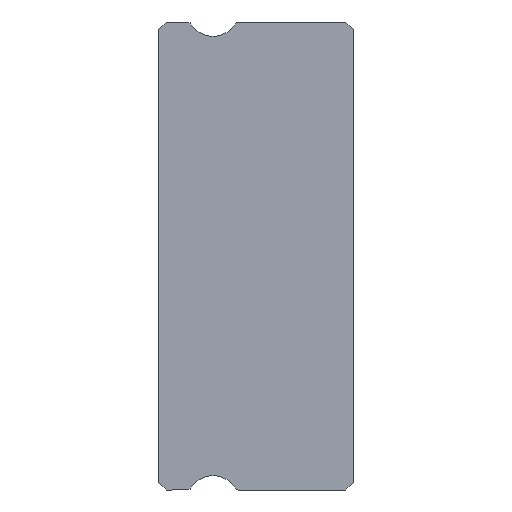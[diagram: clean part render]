
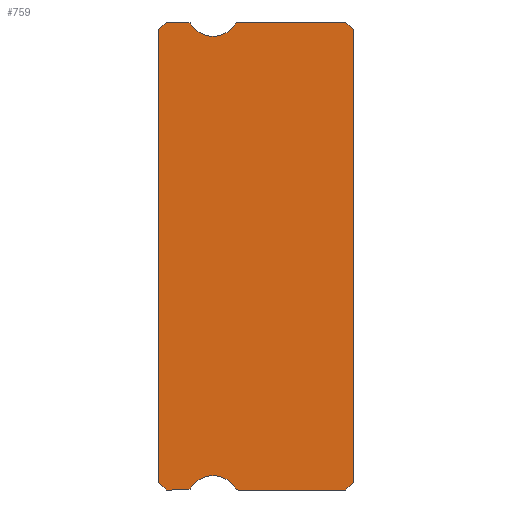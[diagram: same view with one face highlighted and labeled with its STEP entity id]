
A CAD part, left-side view. The second image highlights one B-rep face of the part: STEP entity #759.
In plain terms, the highlighted planar face has unit normal (-1, 0, 0).
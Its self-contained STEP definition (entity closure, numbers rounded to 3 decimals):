
#4 = CIRCLE ( 'NONE', #1348, 0.15 ) ;
#16 = CARTESIAN_POINT ( 'NONE',  ( -5., 6.381, -8.85 ) ) ;
#21 = VERTEX_POINT ( 'NONE', #106 ) ;
#106 = CARTESIAN_POINT ( 'NONE',  ( -5., 4.419, -9. ) ) ;
#148 = EDGE_CURVE ( 'NONE', #651, #2474, #1621, .T. ) ;
#156 = CARTESIAN_POINT ( 'NONE',  ( -5., 0.3, 9. ) ) ;
#185 = CARTESIAN_POINT ( 'NONE',  ( -5., 4.419, 9. ) ) ;
#200 = CARTESIAN_POINT ( 'NONE',  ( -5., 7.2, -9. ) ) ;
#202 = EDGE_CURVE ( 'NONE', #1180, #442, #1187, .T. ) ;
#240 = VERTEX_POINT ( 'NONE', #1981 ) ;
#243 = DIRECTION ( 'NONE',  ( 0., 0., -1. ) ) ;
#262 = AXIS2_PLACEMENT_3D ( 'NONE', #745, #290, #1137 ) ;
#272 = LINE ( 'NONE', #1946, #549 ) ;
#281 = LINE ( 'NONE', #2348, #1276 ) ;
#289 = DIRECTION ( 'NONE',  ( 0., -0.707, -0.707 ) ) ;
#290 = DIRECTION ( 'NONE',  ( 1., 0., 0. ) ) ;
#300 = ORIENTED_EDGE ( 'NONE', *, *, #2216, .T. ) ;
#354 = EDGE_CURVE ( 'NONE', #1880, #2138, #1045, .T. ) ;
#442 = VERTEX_POINT ( 'NONE', #1541 ) ;
#448 = DIRECTION ( 'NONE',  ( -1., 0., 0. ) ) ;
#454 = EDGE_CURVE ( 'NONE', #2238, #1528, #2150, .T. ) ;
#474 = CARTESIAN_POINT ( 'NONE',  ( -5., 4.547, 8.928 ) ) ;
#482 = ORIENTED_EDGE ( 'NONE', *, *, #1310, .F. ) ;
#498 = AXIS2_PLACEMENT_3D ( 'NONE', #16, #2480, #2086 ) ;
#513 = ORIENTED_EDGE ( 'NONE', *, *, #2457, .F. ) ;
#518 = EDGE_CURVE ( 'NONE', #1880, #651, #1442, .T. ) ;
#529 = ORIENTED_EDGE ( 'NONE', *, *, #1434, .F. ) ;
#539 = CIRCLE ( 'NONE', #498, 0.15 ) ;
#542 = CARTESIAN_POINT ( 'NONE',  ( -5., 6.381, -9. ) ) ;
#543 = CARTESIAN_POINT ( 'NONE',  ( -5., 4.419, -8.85 ) ) ;
#549 = VECTOR ( 'NONE', #1117, 1000. ) ;
#614 = ORIENTED_EDGE ( 'NONE', *, *, #454, .T. ) ;
#646 = CIRCLE ( 'NONE', #2161, 1. ) ;
#651 = VERTEX_POINT ( 'NONE', #867 ) ;
#700 = DIRECTION ( 'NONE',  ( 0., -1., 0. ) ) ;
#718 = FACE_OUTER_BOUND ( 'NONE', #845, .T. ) ;
#731 = EDGE_CURVE ( 'NONE', #1446, #1217, #4, .T. ) ;
#745 = CARTESIAN_POINT ( 'NONE',  ( -5., 6.381, 8.85 ) ) ;
#748 = CARTESIAN_POINT ( 'NONE',  ( -5., 5.4, 9.45 ) ) ;
#754 = ORIENTED_EDGE ( 'NONE', *, *, #731, .F. ) ;
#755 = CARTESIAN_POINT ( 'NONE',  ( -5., 0.3, 9. ) ) ;
#758 = DIRECTION ( 'NONE',  ( 0., 0., -1. ) ) ;
#759 = ADVANCED_FACE ( 'NONE', ( #718 ), #1774, .F. ) ;
#799 = CARTESIAN_POINT ( 'NONE',  ( -5., 6.381, 8.85 ) ) ;
#803 = VECTOR ( 'NONE', #2639, 1000. ) ;
#845 = EDGE_LOOP ( 'NONE', ( #529, #614, #300, #482, #1358, #513, #1957, #1407, #2188, #1788, #994, #754, #2072, #2096, #2598, #1190, #1314 ) ) ;
#863 = CIRCLE ( 'NONE', #2288, 0.15 ) ;
#867 = CARTESIAN_POINT ( 'NONE',  ( -5., 6.253, 8.928 ) ) ;
#884 = CARTESIAN_POINT ( 'NONE',  ( -5., 4.547, -8.928 ) ) ;
#892 = CARTESIAN_POINT ( 'NONE',  ( -5., 7.2, 9. ) ) ;
#934 = CARTESIAN_POINT ( 'NONE',  ( -5., 5.4, 9.45 ) ) ;
#946 = DIRECTION ( 'NONE',  ( 0., -1., 0. ) ) ;
#958 = CARTESIAN_POINT ( 'NONE',  ( -5., 6.381, 9. ) ) ;
#961 = CARTESIAN_POINT ( 'NONE',  ( -5., 7.5, -8.7 ) ) ;
#967 = VERTEX_POINT ( 'NONE', #1200 ) ;
#994 = ORIENTED_EDGE ( 'NONE', *, *, #2420, .F. ) ;
#1045 = LINE ( 'NONE', #892, #1625 ) ;
#1073 = VERTEX_POINT ( 'NONE', #2174 ) ;
#1117 = DIRECTION ( 'NONE',  ( 0., 1., 0. ) ) ;
#1137 = DIRECTION ( 'NONE',  ( 0., 0., -1. ) ) ;
#1180 = VERTEX_POINT ( 'NONE', #755 ) ;
#1183 = CARTESIAN_POINT ( 'NONE',  ( -5., 6.381, -9. ) ) ;
#1187 = LINE ( 'NONE', #156, #803 ) ;
#1190 = ORIENTED_EDGE ( 'NONE', *, *, #354, .T. ) ;
#1200 = CARTESIAN_POINT ( 'NONE',  ( -5., 0.3, -9. ) ) ;
#1217 = VERTEX_POINT ( 'NONE', #185 ) ;
#1243 = DIRECTION ( 'NONE',  ( 0., 0., -1. ) ) ;
#1276 = VECTOR ( 'NONE', #2311, 1000. ) ;
#1310 = EDGE_CURVE ( 'NONE', #240, #2516, #539, .T. ) ;
#1314 = ORIENTED_EDGE ( 'NONE', *, *, #2195, .T. ) ;
#1318 = CARTESIAN_POINT ( 'NONE',  ( -5., 7.2, -9. ) ) ;
#1322 = DIRECTION ( 'NONE',  ( 1., 0., 0. ) ) ;
#1348 = AXIS2_PLACEMENT_3D ( 'NONE', #2083, #1322, #1938 ) ;
#1358 = ORIENTED_EDGE ( 'NONE', *, *, #2044, .F. ) ;
#1361 = VECTOR ( 'NONE', #2269, 1000. ) ;
#1370 = CARTESIAN_POINT ( 'NONE',  ( -5., 0., -8.7 ) ) ;
#1386 = LINE ( 'NONE', #1987, #1731 ) ;
#1407 = ORIENTED_EDGE ( 'NONE', *, *, #1580, .F. ) ;
#1410 = DIRECTION ( 'NONE',  ( 1., 0., 0. ) ) ;
#1433 = LINE ( 'NONE', #1827, #1361 ) ;
#1434 = EDGE_CURVE ( 'NONE', #2238, #1073, #2346, .T. ) ;
#1441 = VERTEX_POINT ( 'NONE', #884 ) ;
#1442 = CIRCLE ( 'NONE', #2001, 0.15 ) ;
#1446 = VERTEX_POINT ( 'NONE', #474 ) ;
#1513 = DIRECTION ( 'NONE',  ( 0., 1., 0. ) ) ;
#1528 = VERTEX_POINT ( 'NONE', #200 ) ;
#1541 = CARTESIAN_POINT ( 'NONE',  ( -5., 0., 8.7 ) ) ;
#1563 = DIRECTION ( 'NONE',  ( 0., 0., 1. ) ) ;
#1580 = EDGE_CURVE ( 'NONE', #1951, #967, #1433, .T. ) ;
#1581 = AXIS2_PLACEMENT_3D ( 'NONE', #748, #1583, #2610 ) ;
#1583 = DIRECTION ( 'NONE',  ( -1., 0., 0. ) ) ;
#1602 = LINE ( 'NONE', #542, #2545 ) ;
#1603 = AXIS2_PLACEMENT_3D ( 'NONE', #2522, #448, #243 ) ;
#1621 = CIRCLE ( 'NONE', #1581, 1. ) ;
#1625 = VECTOR ( 'NONE', #1513, 1000. ) ;
#1647 = VECTOR ( 'NONE', #700, 1000. ) ;
#1731 = VECTOR ( 'NONE', #2164, 1000. ) ;
#1740 = EDGE_CURVE ( 'NONE', #1951, #442, #281, .T. ) ;
#1760 = DIRECTION ( 'NONE',  ( -1., 0., 0. ) ) ;
#1761 = VECTOR ( 'NONE', #1563, 1000. ) ;
#1774 = PLANE ( 'NONE',  #262 ) ;
#1788 = ORIENTED_EDGE ( 'NONE', *, *, #202, .F. ) ;
#1827 = CARTESIAN_POINT ( 'NONE',  ( -5., 0., -8.7 ) ) ;
#1870 = VECTOR ( 'NONE', #289, 1000. ) ;
#1880 = VERTEX_POINT ( 'NONE', #958 ) ;
#1921 = LINE ( 'NONE', #2314, #1647 ) ;
#1938 = DIRECTION ( 'NONE',  ( 0., 0., -1. ) ) ;
#1946 = CARTESIAN_POINT ( 'NONE',  ( -5., 6.381, -9. ) ) ;
#1951 = VERTEX_POINT ( 'NONE', #1370 ) ;
#1957 = ORIENTED_EDGE ( 'NONE', *, *, #2058, .F. ) ;
#1959 = CARTESIAN_POINT ( 'NONE',  ( -5., 7.2, 9. ) ) ;
#1981 = CARTESIAN_POINT ( 'NONE',  ( -5., 6.253, -8.928 ) ) ;
#1987 = CARTESIAN_POINT ( 'NONE',  ( -5., 7.5, 8.7 ) ) ;
#2001 = AXIS2_PLACEMENT_3D ( 'NONE', #799, #1410, #1243 ) ;
#2044 = EDGE_CURVE ( 'NONE', #1441, #240, #2455, .T. ) ;
#2058 = EDGE_CURVE ( 'NONE', #967, #21, #272, .T. ) ;
#2072 = ORIENTED_EDGE ( 'NONE', *, *, #2556, .F. ) ;
#2083 = CARTESIAN_POINT ( 'NONE',  ( -5., 4.419, 8.85 ) ) ;
#2086 = DIRECTION ( 'NONE',  ( 0., 0., -1. ) ) ;
#2096 = ORIENTED_EDGE ( 'NONE', *, *, #148, .F. ) ;
#2138 = VERTEX_POINT ( 'NONE', #1959 ) ;
#2150 = LINE ( 'NONE', #1318, #1870 ) ;
#2161 = AXIS2_PLACEMENT_3D ( 'NONE', #934, #1760, #2583 ) ;
#2164 = DIRECTION ( 'NONE',  ( 0., 0.707, -0.707 ) ) ;
#2174 = CARTESIAN_POINT ( 'NONE',  ( -5., 7.5, 8.7 ) ) ;
#2186 = CARTESIAN_POINT ( 'NONE',  ( -5., 5.4, 8.45 ) ) ;
#2188 = ORIENTED_EDGE ( 'NONE', *, *, #1740, .T. ) ;
#2195 = EDGE_CURVE ( 'NONE', #2138, #1073, #1386, .T. ) ;
#2216 = EDGE_CURVE ( 'NONE', #1528, #2516, #1602, .T. ) ;
#2238 = VERTEX_POINT ( 'NONE', #961 ) ;
#2269 = DIRECTION ( 'NONE',  ( 0., 0.707, -0.707 ) ) ;
#2288 = AXIS2_PLACEMENT_3D ( 'NONE', #543, #2618, #758 ) ;
#2311 = DIRECTION ( 'NONE',  ( 0., 0., 1. ) ) ;
#2314 = CARTESIAN_POINT ( 'NONE',  ( -5., 6.381, 9. ) ) ;
#2334 = CARTESIAN_POINT ( 'NONE',  ( -5., 7.5, 8.85 ) ) ;
#2346 = LINE ( 'NONE', #2334, #1761 ) ;
#2348 = CARTESIAN_POINT ( 'NONE',  ( -5., 0., 8.7 ) ) ;
#2420 = EDGE_CURVE ( 'NONE', #1217, #1180, #1921, .T. ) ;
#2455 = CIRCLE ( 'NONE', #1603, 1. ) ;
#2457 = EDGE_CURVE ( 'NONE', #21, #1441, #863, .T. ) ;
#2474 = VERTEX_POINT ( 'NONE', #2186 ) ;
#2480 = DIRECTION ( 'NONE',  ( 1., 0., 0. ) ) ;
#2516 = VERTEX_POINT ( 'NONE', #1183 ) ;
#2522 = CARTESIAN_POINT ( 'NONE',  ( -5., 5.4, -9.45 ) ) ;
#2545 = VECTOR ( 'NONE', #946, 1000. ) ;
#2556 = EDGE_CURVE ( 'NONE', #2474, #1446, #646, .T. ) ;
#2583 = DIRECTION ( 'NONE',  ( 0., 0., -1. ) ) ;
#2598 = ORIENTED_EDGE ( 'NONE', *, *, #518, .F. ) ;
#2610 = DIRECTION ( 'NONE',  ( 0., 0., -1. ) ) ;
#2618 = DIRECTION ( 'NONE',  ( 1., 0., 0. ) ) ;
#2639 = DIRECTION ( 'NONE',  ( 0., -0.707, -0.707 ) ) ;
